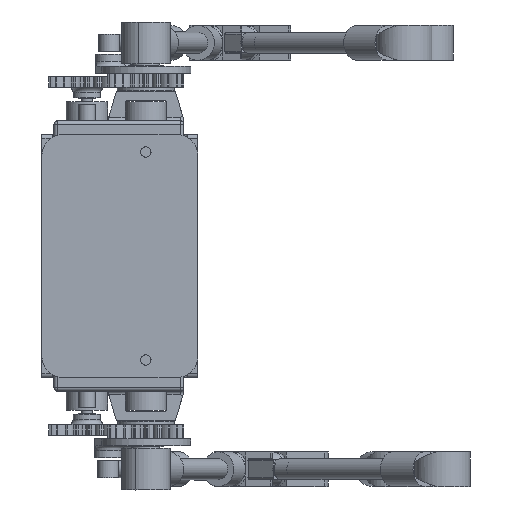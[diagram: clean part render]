
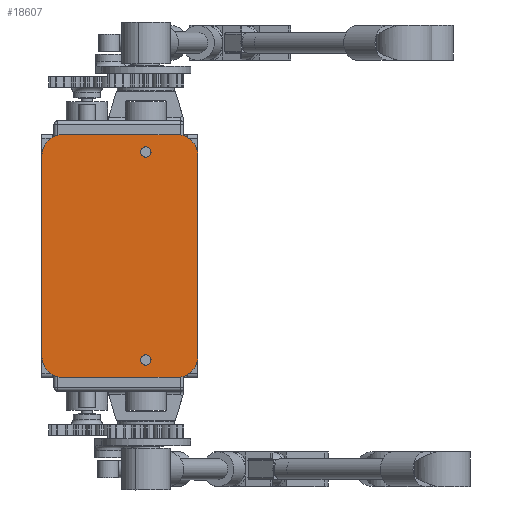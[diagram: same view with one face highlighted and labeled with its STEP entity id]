
A CAD part, left-side view. The second image highlights one B-rep face of the part: STEP entity #18607.
In plain terms, the highlighted face is planar.
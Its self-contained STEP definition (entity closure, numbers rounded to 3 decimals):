
#1276=FACE_BOUND('',#3179,.T.);
#1277=FACE_BOUND('',#3180,.T.);
#2039=FACE_OUTER_BOUND('',#3178,.T.);
#3178=EDGE_LOOP('',(#15935,#15936,#15937,#15938,#15939,#15940,#15941,#15942));
#3179=EDGE_LOOP('',(#15943));
#3180=EDGE_LOOP('',(#15944,#15945));
#4388=CIRCLE('',#21234,6.);
#4389=CIRCLE('',#21235,6.);
#4390=CIRCLE('',#21236,6.);
#4391=CIRCLE('',#21237,6.);
#4392=CIRCLE('',#21238,1.5);
#4393=CIRCLE('',#21239,1.5);
#4394=CIRCLE('',#21240,1.5);
#5712=LINE('',#34853,#7130);
#5713=LINE('',#34857,#7131);
#5714=LINE('',#34861,#7132);
#5715=LINE('',#34865,#7133);
#7130=VECTOR('',#26238,33.);
#7131=VECTOR('',#26241,58.);
#7132=VECTOR('',#26244,33.);
#7133=VECTOR('',#26247,58.);
#8819=VERTEX_POINT('',#34851);
#8820=VERTEX_POINT('',#34852);
#8821=VERTEX_POINT('',#34854);
#8822=VERTEX_POINT('',#34856);
#8823=VERTEX_POINT('',#34858);
#8824=VERTEX_POINT('',#34860);
#8825=VERTEX_POINT('',#34862);
#8826=VERTEX_POINT('',#34864);
#8827=VERTEX_POINT('',#34867);
#8828=VERTEX_POINT('',#34869);
#8829=VERTEX_POINT('',#34870);
#11269=EDGE_CURVE('',#8819,#8820,#5712,.T.);
#11270=EDGE_CURVE('',#8820,#8821,#4388,.F.);
#11271=EDGE_CURVE('',#8821,#8822,#5713,.T.);
#11272=EDGE_CURVE('',#8822,#8823,#4389,.F.);
#11273=EDGE_CURVE('',#8823,#8824,#5714,.T.);
#11274=EDGE_CURVE('',#8824,#8825,#4390,.F.);
#11275=EDGE_CURVE('',#8825,#8826,#5715,.T.);
#11276=EDGE_CURVE('',#8826,#8819,#4391,.F.);
#11277=EDGE_CURVE('',#8827,#8827,#4392,.T.);
#11278=EDGE_CURVE('',#8828,#8829,#4393,.T.);
#11279=EDGE_CURVE('',#8829,#8828,#4394,.T.);
#15935=ORIENTED_EDGE('',*,*,#11269,.T.);
#15936=ORIENTED_EDGE('',*,*,#11270,.T.);
#15937=ORIENTED_EDGE('',*,*,#11271,.T.);
#15938=ORIENTED_EDGE('',*,*,#11272,.T.);
#15939=ORIENTED_EDGE('',*,*,#11273,.T.);
#15940=ORIENTED_EDGE('',*,*,#11274,.T.);
#15941=ORIENTED_EDGE('',*,*,#11275,.T.);
#15942=ORIENTED_EDGE('',*,*,#11276,.T.);
#15943=ORIENTED_EDGE('',*,*,#11277,.F.);
#15944=ORIENTED_EDGE('',*,*,#11278,.F.);
#15945=ORIENTED_EDGE('',*,*,#11279,.F.);
#17764=PLANE('',#21233);
#18607=ADVANCED_FACE('',(#2039,#1276,#1277),#17764,.F.);
#21233=AXIS2_PLACEMENT_3D('',#34850,#26236,#26237);
#21234=AXIS2_PLACEMENT_3D('',#34855,#26239,#26240);
#21235=AXIS2_PLACEMENT_3D('',#34859,#26242,#26243);
#21236=AXIS2_PLACEMENT_3D('',#34863,#26245,#26246);
#21237=AXIS2_PLACEMENT_3D('',#34866,#26248,#26249);
#21238=AXIS2_PLACEMENT_3D('',#34868,#26250,#26251);
#21239=AXIS2_PLACEMENT_3D('',#34871,#26252,#26253);
#21240=AXIS2_PLACEMENT_3D('',#34872,#26254,#26255);
#26236=DIRECTION('center_axis',(0.,0.,-1.));
#26237=DIRECTION('ref_axis',(-1.,0.,0.));
#26238=DIRECTION('',(0.,1.,0.));
#26239=DIRECTION('center_axis',(0.,0.,-1.));
#26240=DIRECTION('ref_axis',(-1.,0.,0.));
#26241=DIRECTION('',(-1.,0.,0.));
#26242=DIRECTION('center_axis',(0.,0.,-1.));
#26243=DIRECTION('ref_axis',(-1.,0.,0.));
#26244=DIRECTION('',(0.,-1.,0.));
#26245=DIRECTION('center_axis',(0.,0.,-1.));
#26246=DIRECTION('ref_axis',(-1.,0.,0.));
#26247=DIRECTION('',(1.,0.,0.));
#26248=DIRECTION('center_axis',(0.,0.,-1.));
#26249=DIRECTION('ref_axis',(-1.,0.,0.));
#26250=DIRECTION('center_axis',(0.,0.,1.));
#26251=DIRECTION('ref_axis',(1.,0.,0.));
#26252=DIRECTION('center_axis',(0.,0.,1.));
#26253=DIRECTION('ref_axis',(-1.,0.,0.));
#26254=DIRECTION('center_axis',(0.,0.,1.));
#26255=DIRECTION('ref_axis',(-1.,0.,0.));
#34850=CARTESIAN_POINT('Origin',(0.,0.,2.));
#34851=CARTESIAN_POINT('',(35.,-9.,2.));
#34852=CARTESIAN_POINT('',(35.,24.,2.));
#34853=CARTESIAN_POINT('',(35.,-9.,2.));
#34854=CARTESIAN_POINT('',(29.,30.,2.));
#34855=CARTESIAN_POINT('Origin',(29.,24.,2.));
#34856=CARTESIAN_POINT('',(-29.,30.,2.));
#34857=CARTESIAN_POINT('',(29.,30.,2.));
#34858=CARTESIAN_POINT('',(-35.,24.,2.));
#34859=CARTESIAN_POINT('Origin',(-29.,24.,2.));
#34860=CARTESIAN_POINT('',(-35.,-9.,2.));
#34861=CARTESIAN_POINT('',(-35.,24.,2.));
#34862=CARTESIAN_POINT('',(-29.,-15.,2.));
#34863=CARTESIAN_POINT('Origin',(-29.,-9.,2.));
#34864=CARTESIAN_POINT('',(29.,-15.,2.));
#34865=CARTESIAN_POINT('',(-29.,-15.,2.));
#34866=CARTESIAN_POINT('Origin',(29.,-9.,2.));
#34867=CARTESIAN_POINT('',(-28.5,0.,2.));
#34868=CARTESIAN_POINT('Origin',(-30.,0.,2.));
#34869=CARTESIAN_POINT('',(28.5,0.,2.));
#34870=CARTESIAN_POINT('',(31.5,0.,2.));
#34871=CARTESIAN_POINT('Origin',(30.,0.,2.));
#34872=CARTESIAN_POINT('Origin',(30.,0.,2.));
